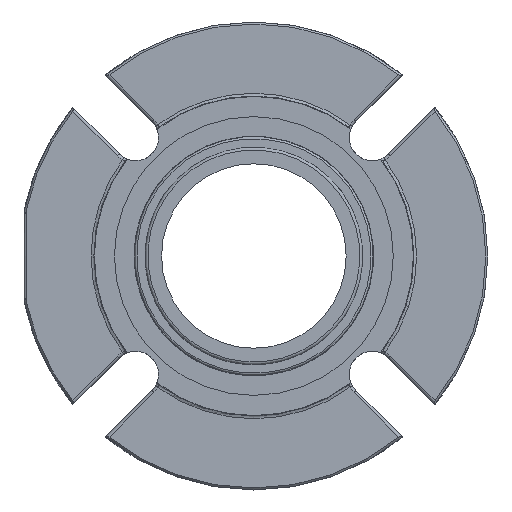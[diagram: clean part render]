
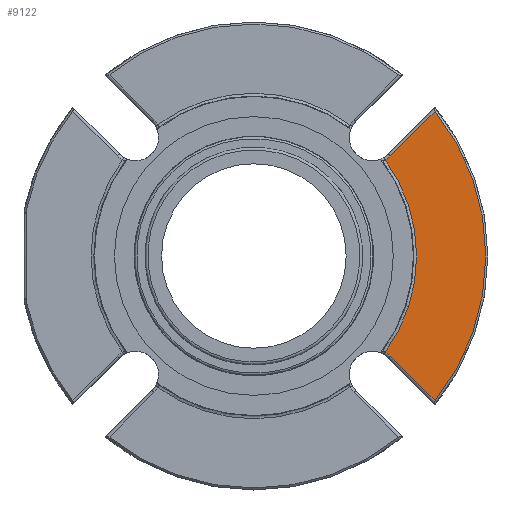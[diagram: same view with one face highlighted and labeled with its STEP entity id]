
A CAD part, left-side view. The second image highlights one B-rep face of the part: STEP entity #9122.
In plain terms, the highlighted planar face has unit normal (-1, 0, 0).
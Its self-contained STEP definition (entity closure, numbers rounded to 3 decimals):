
#1067=LINE('',#18397,#1574);
#1068=LINE('',#18399,#1575);
#1574=VECTOR('',#11879,1000.);
#1575=VECTOR('',#11882,1000.);
#1813=PLANE('',#9921);
#3766=ORIENTED_EDGE('',*,*,#5587,.T.);
#3767=ORIENTED_EDGE('',*,*,#5380,.F.);
#3768=ORIENTED_EDGE('',*,*,#5586,.T.);
#3769=ORIENTED_EDGE('',*,*,#5588,.T.);
#3770=ORIENTED_EDGE('',*,*,#5589,.T.);
#3771=ORIENTED_EDGE('',*,*,#5590,.T.);
#5380=EDGE_CURVE('',#6473,#6474,#7038,.T.);
#5586=EDGE_CURVE('',#6473,#6593,#1067,.F.);
#5587=EDGE_CURVE('',#6594,#6474,#1068,.F.);
#5588=EDGE_CURVE('',#6593,#6595,#7124,.F.);
#5589=EDGE_CURVE('',#6595,#6596,#7125,.F.);
#5590=EDGE_CURVE('',#6596,#6594,#7126,.F.);
#6473=VERTEX_POINT('',#17519);
#6474=VERTEX_POINT('',#17520);
#6593=VERTEX_POINT('',#18396);
#6594=VERTEX_POINT('',#18400);
#6595=VERTEX_POINT('',#18402);
#6596=VERTEX_POINT('',#18404);
#7038=CIRCLE('',#9766,88.011);
#7124=CIRCLE('',#9922,9.75);
#7125=CIRCLE('',#9923,61.75);
#7126=CIRCLE('',#9924,9.75);
#7693=EDGE_LOOP('',(#3766,#3767,#3768,#3769,#3770,#3771));
#8348=FACE_BOUND('',#7693,.T.);
#9122=ADVANCED_FACE('',(#8348),#1813,.T.);
#9766=AXIS2_PLACEMENT_3D('',#17518,#11511,#11512);
#9921=AXIS2_PLACEMENT_3D('',#18398,#11880,#11881);
#9922=AXIS2_PLACEMENT_3D('',#18401,#11883,#11884);
#9923=AXIS2_PLACEMENT_3D('',#18403,#11885,#11886);
#9924=AXIS2_PLACEMENT_3D('',#18405,#11887,#11888);
#11511=DIRECTION('',(1.,0.,0.));
#11512=DIRECTION('',(0.,0.,-1.));
#11879=DIRECTION('',(0.,-0.707,0.707));
#11880=DIRECTION('',(-1.,0.,0.));
#11881=DIRECTION('',(0.,1.,0.));
#11882=DIRECTION('',(0.,0.707,0.707));
#11883=DIRECTION('',(-1.,0.,0.));
#11884=DIRECTION('',(0.,1.,0.));
#11885=DIRECTION('',(-1.,0.,0.));
#11886=DIRECTION('',(0.,1.,0.));
#11887=DIRECTION('',(-1.,0.,0.));
#11888=DIRECTION('',(0.,1.,0.));
#17518=CARTESIAN_POINT('',(-8.991,0.,0.));
#17519=CARTESIAN_POINT('',(-8.991,-68.744,54.956));
#17520=CARTESIAN_POINT('',(-8.991,-68.744,-54.956));
#18396=CARTESIAN_POINT('',(-8.991,-51.796,38.007));
#18397=CARTESIAN_POINT('',(-8.991,-51.796,38.007));
#18398=CARTESIAN_POINT('',(-8.991,-90.,0.));
#18399=CARTESIAN_POINT('',(-8.991,-70.232,-56.444));
#18400=CARTESIAN_POINT('',(-8.991,-51.796,-38.007));
#18401=CARTESIAN_POINT('',(-8.991,-44.901,44.901));
#18402=CARTESIAN_POINT('',(-8.991,-49.82,36.483));
#18403=CARTESIAN_POINT('',(-8.991,0.,0.));
#18404=CARTESIAN_POINT('',(-8.991,-49.82,-36.483));
#18405=CARTESIAN_POINT('',(-8.991,-44.901,-44.901));
